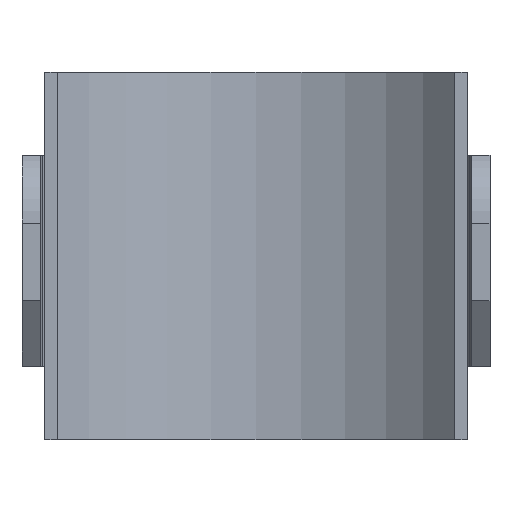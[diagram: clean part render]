
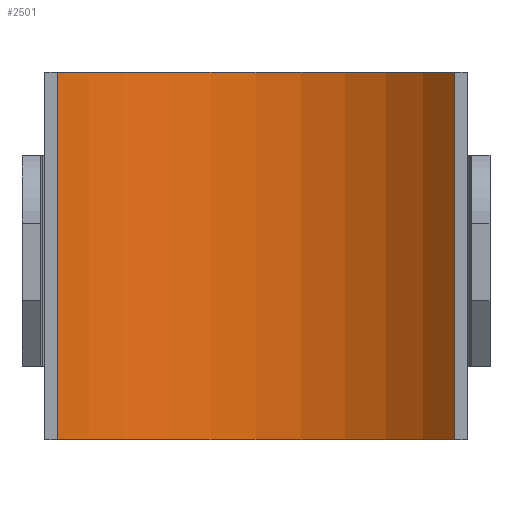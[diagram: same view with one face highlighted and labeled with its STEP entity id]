
A CAD part, front view. The second image highlights one B-rep face of the part: STEP entity #2501.
In plain terms, the highlighted cylindrical face has radius 28.5 mm (diameter 57 mm), a partial arc.
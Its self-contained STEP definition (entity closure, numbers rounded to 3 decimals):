
#422 = DIRECTION ( 'NONE',  ( 1., 0., 0. ) ) ;
#757 = FACE_OUTER_BOUND ( 'NONE', #5308, .T. ) ;
#840 = AXIS2_PLACEMENT_3D ( 'NONE', #5483, #2217, #6030 ) ;
#1479 = DIRECTION ( 'NONE',  ( -1., 0., 0. ) ) ;
#1849 = AXIS2_PLACEMENT_3D ( 'NONE', #6921, #3681, #422 ) ;
#2030 = CARTESIAN_POINT ( 'NONE',  ( 21.679, -10., 20. ) ) ;
#2114 = CIRCLE ( 'NONE', #1849, 28.5 ) ;
#2150 = CARTESIAN_POINT ( 'NONE',  ( -21.679, -10., 20. ) ) ;
#2217 = DIRECTION ( 'NONE',  ( 0., 0., -1. ) ) ;
#2243 = CIRCLE ( 'NONE', #840, 28.5 ) ;
#2501 = ADVANCED_FACE ( 'NONE', ( #757 ), #4947, .F. ) ;
#2565 = CARTESIAN_POINT ( 'NONE',  ( 0., -28.5, 20. ) ) ;
#3557 = VERTEX_POINT ( 'NONE', #3762 ) ;
#3598 = EDGE_CURVE ( 'NONE', #7016, #4502, #5922, .T. ) ;
#3618 = ORIENTED_EDGE ( 'NONE', *, *, #6566, .T. ) ;
#3678 = DIRECTION ( 'NONE',  ( 0., 0., -1. ) ) ;
#3681 = DIRECTION ( 'NONE',  ( 0., 0., -1. ) ) ;
#3762 = CARTESIAN_POINT ( 'NONE',  ( 21.679, -10., -20. ) ) ;
#3955 = ORIENTED_EDGE ( 'NONE', *, *, #5470, .F. ) ;
#4065 = AXIS2_PLACEMENT_3D ( 'NONE', #2565, #3678, #1479 ) ;
#4163 = VERTEX_POINT ( 'NONE', #4471 ) ;
#4199 = CARTESIAN_POINT ( 'NONE',  ( -21.679, -10., 20. ) ) ;
#4471 = CARTESIAN_POINT ( 'NONE',  ( 21.679, -10., 20. ) ) ;
#4502 = VERTEX_POINT ( 'NONE', #4199 ) ;
#4947 = CYLINDRICAL_SURFACE ( 'NONE', #4065, 28.5 ) ;
#5115 = EDGE_CURVE ( 'NONE', #4502, #4163, #2243, .T. ) ;
#5133 = CARTESIAN_POINT ( 'NONE',  ( -21.679, -10., -20. ) ) ;
#5308 = EDGE_LOOP ( 'NONE', ( #5917, #3618, #3955, #5429 ) ) ;
#5420 = DIRECTION ( 'NONE',  ( 0., 0., 1. ) ) ;
#5429 = ORIENTED_EDGE ( 'NONE', *, *, #5115, .F. ) ;
#5470 = EDGE_CURVE ( 'NONE', #4163, #3557, #6927, .T. ) ;
#5483 = CARTESIAN_POINT ( 'NONE',  ( 0., -28.5, 20. ) ) ;
#5650 = VECTOR ( 'NONE', #5832, 1000. ) ;
#5751 = VECTOR ( 'NONE', #5420, 1000. ) ;
#5832 = DIRECTION ( 'NONE',  ( 0., 0., -1. ) ) ;
#5917 = ORIENTED_EDGE ( 'NONE', *, *, #3598, .F. ) ;
#5922 = LINE ( 'NONE', #2150, #5751 ) ;
#6030 = DIRECTION ( 'NONE',  ( 1., 0., 0. ) ) ;
#6566 = EDGE_CURVE ( 'NONE', #7016, #3557, #2114, .T. ) ;
#6921 = CARTESIAN_POINT ( 'NONE',  ( 0., -28.5, -20. ) ) ;
#6927 = LINE ( 'NONE', #2030, #5650 ) ;
#7016 = VERTEX_POINT ( 'NONE', #5133 ) ;
